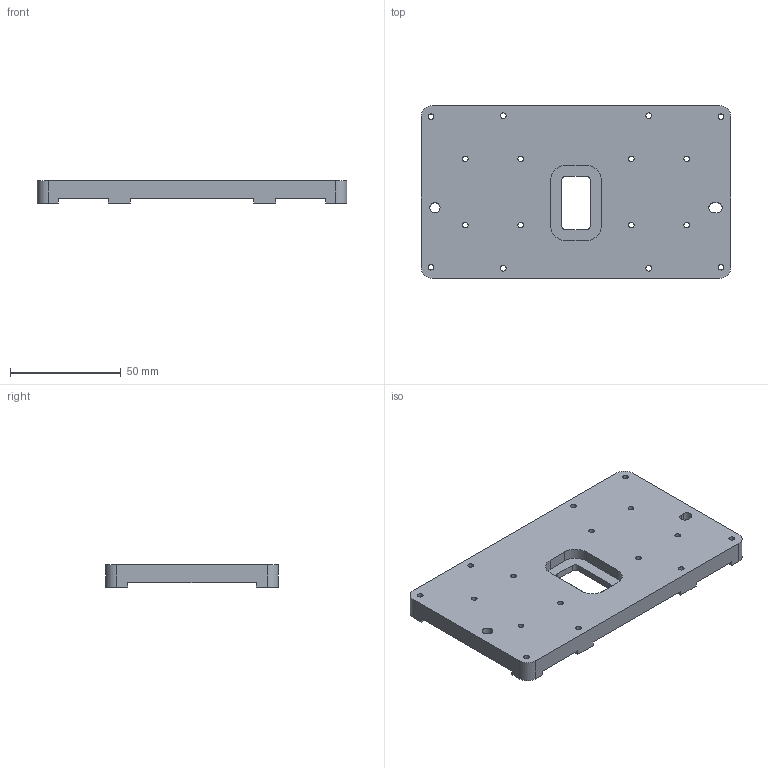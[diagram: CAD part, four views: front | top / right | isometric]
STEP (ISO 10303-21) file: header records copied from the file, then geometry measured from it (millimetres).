
FILE_DESCRIPTION(/* description */ ('','CAx-IF Rec.Pracs.---Representation and Presentation of Product Manufacturing Information (PMI)---4.0---2014-10-13'),/* implementation_level */ '2;1');
FILE_NAME(/* name */ '',/* time_stamp */ '2025-03-06T15:49:29+08:00',/* author */ (''),/* organization */ (''),/* preprocessor_version */ 'ST-DEVELOPER v20',/* originating_system */ 'Autodesk Translation Framework v13.20.0.188',/* authorisation */ '');
FILE_SCHEMA (('AP242_MANAGED_MODEL_BASED_3D_ENGINEERING_MIM_LF { 1 0 10303 442 1 1 4 }'));
Length unit declared in the file: millimetre
Products named in the file (1): Fusion 零部件
Bounding box: 140 x 78 x 10 mm (x, y, z)
Volume: 82847.3 mm3; surface area: 27020.2 mm2
Topology: 1 solids, 1 shells, 80 faces, 231 edges, 154 vertices
Faces by surface type: plane 41, cylinder 39
Full cylindrical faces by diameter (mm): 2.5 x16, 4.6 x1
Entity records: 2762 total; most frequent: DIRECTION 471, CARTESIAN_POINT 466, ORIENTED_EDGE 462, EDGE_CURVE 231, AXIS2_PLACEMENT_3D 159, VERTEX_POINT 154, LINE 153, VECTOR 153
